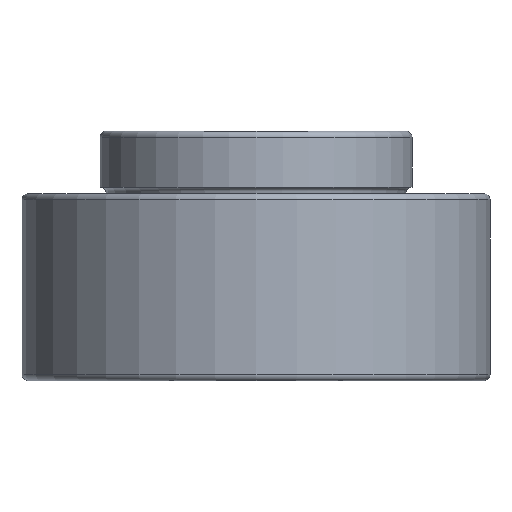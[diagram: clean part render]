
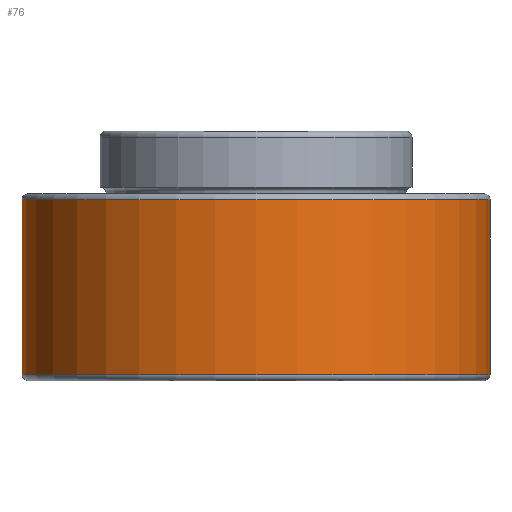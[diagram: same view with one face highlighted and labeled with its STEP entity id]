
A CAD part, front view. The second image highlights one B-rep face of the part: STEP entity #76.
In plain terms, the highlighted cylindrical face has radius 37.5 mm (diameter 75 mm), a full revolution.
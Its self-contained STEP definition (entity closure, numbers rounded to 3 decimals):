
#76 = ADVANCED_FACE( '', ( #93, #94 ), #95, .T. );
#93 = FACE_OUTER_BOUND( '', #135, .T. );
#94 = FACE_OUTER_BOUND( '', #136, .T. );
#95 = CYLINDRICAL_SURFACE( '', #137, 37.5 );
#135 = EDGE_LOOP( '', ( #179 ) );
#136 = EDGE_LOOP( '', ( #180 ) );
#137 = AXIS2_PLACEMENT_3D( '', #181, #182, #183 );
#179 = ORIENTED_EDGE( '', *, *, #246, .T. );
#180 = ORIENTED_EDGE( '', *, *, #247, .T. );
#181 = CARTESIAN_POINT( '', ( 0., 0., 30. ) );
#182 = DIRECTION( '', ( 0., 0., 1. ) );
#183 = DIRECTION( '', ( -1., 0., 0. ) );
#246 = EDGE_CURVE( '', #262, #262, #263, .F. );
#247 = EDGE_CURVE( '', #264, #264, #265, .T. );
#262 = VERTEX_POINT( '', #290 );
#263 = CIRCLE( '', #291, 37.5 );
#264 = VERTEX_POINT( '', #292 );
#265 = CIRCLE( '', #293, 37.5 );
#290 = CARTESIAN_POINT( '', ( 37.5, 0., 29. ) );
#291 = AXIS2_PLACEMENT_3D( '', #320, #321, #322 );
#292 = CARTESIAN_POINT( '', ( 37.5, 0., 1. ) );
#293 = AXIS2_PLACEMENT_3D( '', #323, #324, #325 );
#320 = CARTESIAN_POINT( '', ( 0., 0., 29. ) );
#321 = DIRECTION( '', ( 0., 0., 1. ) );
#322 = DIRECTION( '', ( 1., 0., 0. ) );
#323 = CARTESIAN_POINT( '', ( 0., 0., 1. ) );
#324 = DIRECTION( '', ( 0., 0., 1. ) );
#325 = DIRECTION( '', ( 1., 0., 0. ) );
